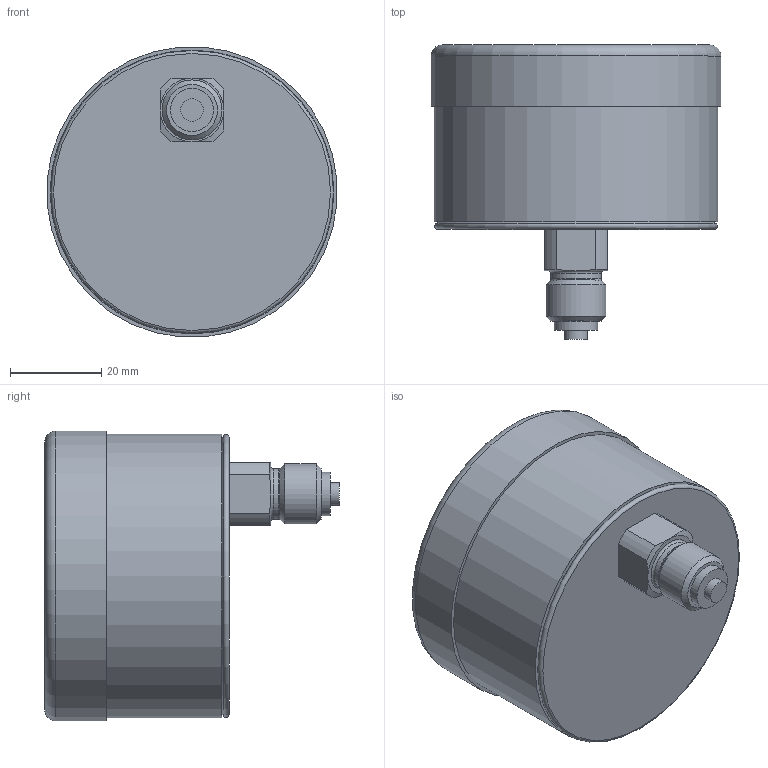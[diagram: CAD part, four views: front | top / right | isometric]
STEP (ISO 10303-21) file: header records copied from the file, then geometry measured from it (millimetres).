
FILE_DESCRIPTION(/* description */ (''),/* implementation_level */ '2;1');
FILE_NAME(/* name */ 'RF63Si_D4012_854XX412.stp',/* time_stamp */ '2018-01-31T12:29:09+01:00',/* author */ ('acgl'),/* organization */ (''),/* preprocessor_version */ 'ST-DEVELOPER v15.6',/* originating_system */ 'Autodesk Inventor 2015',/* authorisation */ '');
FILE_SCHEMA (('AUTOMOTIVE_DESIGN { 1 0 10303 214 3 1 1 }'));
Length unit declared in the file: centimetre
Products named in the file (1): RF63Si_D4012_854XX412
Bounding box: 63.6 x 64.62 x 63.6 mm (x, y, z)
Volume: 122265.7 mm3; surface area: 15574.4 mm2
Topology: 1 solids, 1 shells, 218 faces, 589 edges, 390 vertices
Faces by surface type: bspline 117, plane 80, cylinder 10, cone 7, torus 4
Full cylindrical faces by diameter (mm): 5 x1, 9.5 x1, 11 x1, 13.16 x1, 62.3 x1, 63.8 x1
Entity records: 7212 total; most frequent: CARTESIAN_POINT 2336, ORIENTED_EDGE 1146, EDGE_CURVE 573, DIRECTION 566, VERTEX_POINT 387, LINE 300, VECTOR 300, EDGE_LOOP 248
